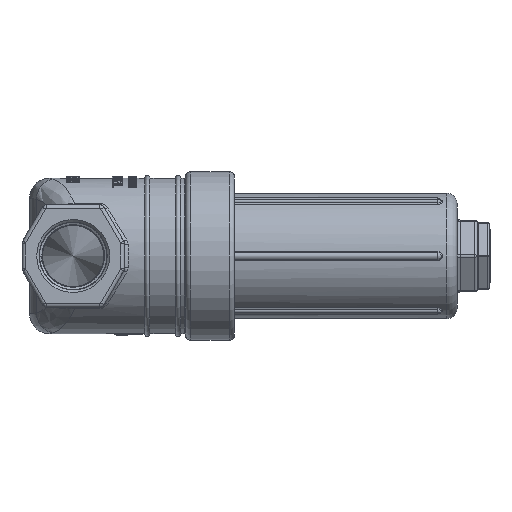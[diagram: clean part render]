
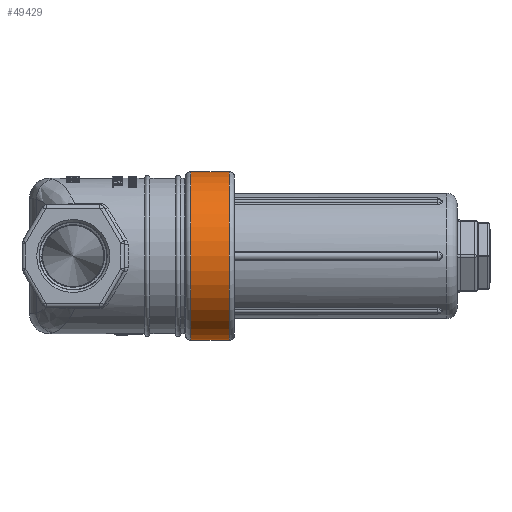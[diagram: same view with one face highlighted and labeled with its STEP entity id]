
A CAD part, left-side view. The second image highlights one B-rep face of the part: STEP entity #49429.
In plain terms, the highlighted cylindrical face has radius 52.388 mm (diameter 104.775 mm), a full revolution.
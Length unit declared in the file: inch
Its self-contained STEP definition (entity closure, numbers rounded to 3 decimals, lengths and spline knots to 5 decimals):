
#3542=CIRCLE('',#52513,2.0625);
#3543=CIRCLE('',#52514,2.0625);
#3544=CIRCLE('',#52515,2.0625);
#3546=CIRCLE('',#52518,2.0625);
#3547=CIRCLE('',#52519,2.0625);
#3548=CIRCLE('',#52520,2.0625);
#4262=CYLINDRICAL_SURFACE('',#52517,2.0625);
#4679=FACE_OUTER_BOUND('',#7513,.T.);
#7513=EDGE_LOOP('',(#32833,#32834,#32835,#32836,#32837,#32838,#32839,#32840));
#10724=LINE('',#71009,#15282);
#15282=VECTOR('',#55867,2.0625);
#19959=VERTEX_POINT('',#70999);
#19960=VERTEX_POINT('',#71001);
#19961=VERTEX_POINT('',#71003);
#19962=VERTEX_POINT('',#71008);
#19963=VERTEX_POINT('',#71010);
#19964=VERTEX_POINT('',#71012);
#24999=EDGE_CURVE('',#19959,#19960,#3542,.T.);
#25000=EDGE_CURVE('',#19960,#19961,#3543,.T.);
#25001=EDGE_CURVE('',#19961,#19959,#3544,.T.);
#25003=EDGE_CURVE('',#19960,#19962,#10724,.T.);
#25004=EDGE_CURVE('',#19963,#19962,#3546,.T.);
#25005=EDGE_CURVE('',#19964,#19963,#3547,.T.);
#25006=EDGE_CURVE('',#19962,#19964,#3548,.T.);
#32833=ORIENTED_EDGE('',*,*,#25001,.F.);
#32834=ORIENTED_EDGE('',*,*,#25000,.F.);
#32835=ORIENTED_EDGE('',*,*,#25003,.T.);
#32836=ORIENTED_EDGE('',*,*,#25004,.F.);
#32837=ORIENTED_EDGE('',*,*,#25005,.F.);
#32838=ORIENTED_EDGE('',*,*,#25006,.F.);
#32839=ORIENTED_EDGE('',*,*,#25003,.F.);
#32840=ORIENTED_EDGE('',*,*,#24999,.F.);
#49429=ADVANCED_FACE('',(#4679),#4262,.T.);
#52513=AXIS2_PLACEMENT_3D('',#71002,#55857,#55858);
#52514=AXIS2_PLACEMENT_3D('',#71004,#55859,#55860);
#52515=AXIS2_PLACEMENT_3D('',#71005,#55861,#55862);
#52517=AXIS2_PLACEMENT_3D('',#71007,#55865,#55866);
#52518=AXIS2_PLACEMENT_3D('',#71011,#55868,#55869);
#52519=AXIS2_PLACEMENT_3D('',#71013,#55870,#55871);
#52520=AXIS2_PLACEMENT_3D('',#71014,#55872,#55873);
#55857=DIRECTION('center_axis',(0.,-1.,0.));
#55858=DIRECTION('ref_axis',(-1.,0.,0.));
#55859=DIRECTION('center_axis',(0.,-1.,0.));
#55860=DIRECTION('ref_axis',(-1.,0.,0.));
#55861=DIRECTION('center_axis',(0.,-1.,0.));
#55862=DIRECTION('ref_axis',(-1.,0.,0.));
#55865=DIRECTION('center_axis',(0.,-1.,0.));
#55866=DIRECTION('ref_axis',(1.,0.,0.));
#55867=DIRECTION('',(0.,1.,0.));
#55868=DIRECTION('center_axis',(0.,1.,0.));
#55869=DIRECTION('ref_axis',(-1.,0.,0.));
#55870=DIRECTION('center_axis',(0.,1.,0.));
#55871=DIRECTION('ref_axis',(-1.,0.,0.));
#55872=DIRECTION('center_axis',(0.,1.,0.));
#55873=DIRECTION('ref_axis',(-1.,0.,0.));
#70999=CARTESIAN_POINT('',(0.,-3.8125,2.0625));
#71001=CARTESIAN_POINT('',(-2.0625,-3.8125,0.));
#71002=CARTESIAN_POINT('Origin',(0.,-3.8125,0.));
#71003=CARTESIAN_POINT('',(2.0625,-3.8125,0.));
#71004=CARTESIAN_POINT('Origin',(0.,-3.8125,0.));
#71005=CARTESIAN_POINT('Origin',(0.,-3.8125,0.));
#71007=CARTESIAN_POINT('Origin',(0.,-3.3425,0.));
#71008=CARTESIAN_POINT('',(-2.0625,-2.8725,0.));
#71009=CARTESIAN_POINT('',(-2.0625,-3.3425,0.));
#71010=CARTESIAN_POINT('',(2.0625,-2.8725,0.));
#71011=CARTESIAN_POINT('Origin',(0.,-2.8725,0.));
#71012=CARTESIAN_POINT('',(0.,-2.8725,2.0625));
#71013=CARTESIAN_POINT('Origin',(0.,-2.8725,0.));
#71014=CARTESIAN_POINT('Origin',(0.,-2.8725,0.));
